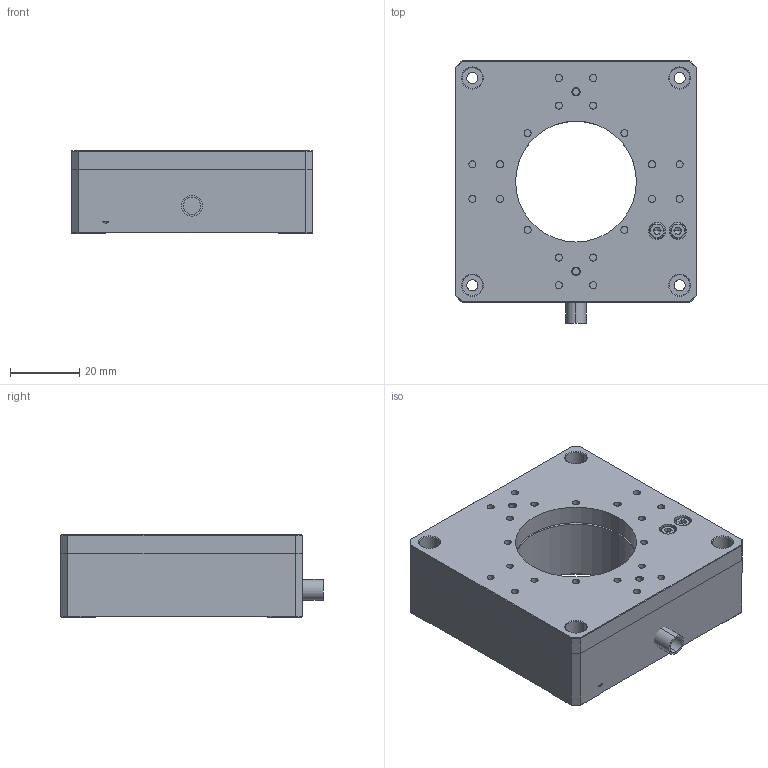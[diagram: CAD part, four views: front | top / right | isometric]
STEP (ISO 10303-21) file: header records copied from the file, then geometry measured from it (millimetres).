
FILE_DESCRIPTION (( 'STEP AP203' ), '1' );
FILE_NAME ('P12.XYZ100-D3×°Åä.STEP', '2021-07-02T06:20:53', ( '' ), ( '' ), 'SwSTEP 2.0', 'SolidWorks 2016', '' );
FILE_SCHEMA (( 'CONFIG_CONTROL_DESIGN' ));
Length unit declared in the file: millimetre
Products named in the file (1): P12.XYZ100-D3蚾饜
Bounding box: 70 x 76 x 24 mm (x, y, z)
Surface area: 21653.8 mm2 (no closed solid volume)
Topology: 0 solids, 7 shells, 212 faces, 635 edges, 410 vertices
Faces by surface type: plane 92, cylinder 82, cone 30, torus 8
Entity records: 7179 total; most frequent: DIRECTION 1310, CARTESIAN_POINT 1259, ORIENTED_EDGE 1066, EDGE_CURVE 627, AXIS2_PLACEMENT_3D 471, VERTEX_POINT 410, LINE 368, VECTOR 368
